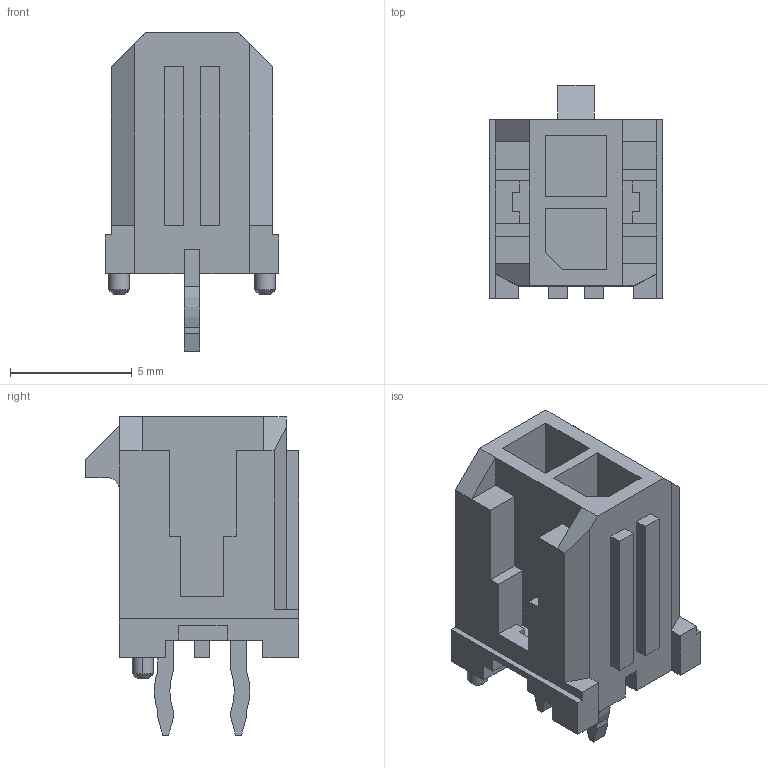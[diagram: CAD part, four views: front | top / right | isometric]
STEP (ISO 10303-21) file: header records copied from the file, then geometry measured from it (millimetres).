
FILE_DESCRIPTION(('STEP AP214'),'1');
FILE_NAME('43045-0214.stp','2017-04-25T14:18:56',('TraceParts'),('TraceParts S.A.'),'Spatial InterOp 3D',' ',' ');
FILE_SCHEMA(('automotive_design'));
Length unit declared in the file: millimetre
Products named in the file (2): 43045-0214_1; 1
Bounding box: 7.15 x 8.77 x 13.09 mm (x, y, z)
Volume: 323.5 mm3; surface area: 550.1 mm2
Topology: 1 solids, 1 shells, 159 faces, 441 edges, 308 vertices
Faces by surface type: plane 142, cylinder 9, cone 8
Entity records: 5000 total; most frequent: CARTESIAN_POINT 876, ORIENTED_EDGE 848, DIRECTION 801, EDGE_CURVE 424, LINE 403, VECTOR 403, VERTEX_POINT 274, AXIS2_PLACEMENT_3D 199
